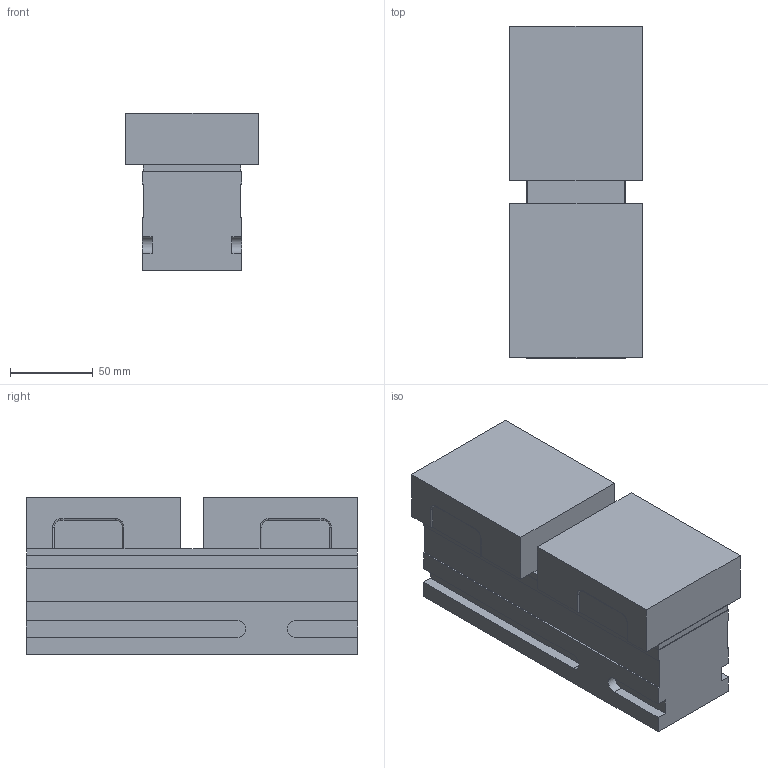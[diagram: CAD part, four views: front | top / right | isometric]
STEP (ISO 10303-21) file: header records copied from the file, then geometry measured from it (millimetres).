
FILE_DESCRIPTION (( 'STEP AP203' ), '1' );
FILE_NAME ('0620-1.STEP', '2025-03-19T02:46:48', ( '微软用户' ), ( '微软中国' ), 'SwSTEP 2.0', 'SolidWorks 2016', '' );
FILE_SCHEMA (( 'CONFIG_CONTROL_DESIGN' ));
Length unit declared in the file: millimetre
Products named in the file (6): 4; 2; Assem1; 5; 0620-1; Assem2
Assembly tree (6 placements, depth 3):
  0620-1
    5
    Assem1
      4
    Assem2  x2
      2
Bounding box: 80 x 200 x 95 mm (x, y, z)
Volume: 1168502 mm3; surface area: 145337.5 mm2
Topology: 4 solids, 4 shells, 99 faces, 246 edges, 164 vertices
Faces by surface type: plane 57, cylinder 34, bspline 8
Entity records: 3108 total; most frequent: CARTESIAN_POINT 494, DIRECTION 430, ORIENTED_EDGE 396, EDGE_CURVE 198, AXIS2_PLACEMENT_3D 148, LINE 134, VECTOR 134, VERTEX_POINT 132
